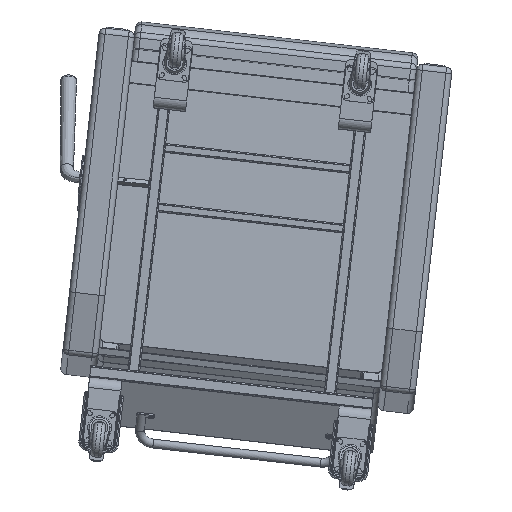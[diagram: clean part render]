
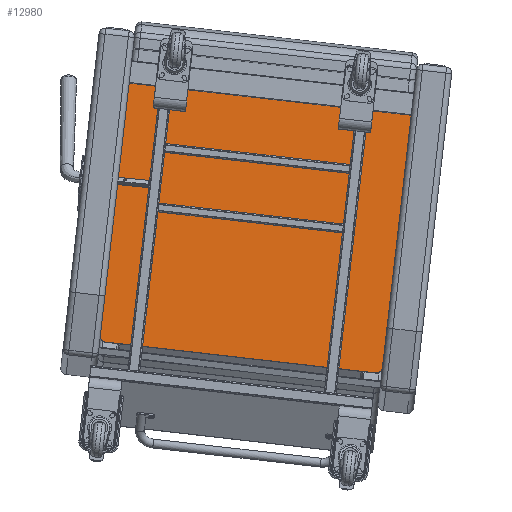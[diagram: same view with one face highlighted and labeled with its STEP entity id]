
A CAD part, front view. The second image highlights one B-rep face of the part: STEP entity #12980.
In plain terms, the highlighted face is planar.
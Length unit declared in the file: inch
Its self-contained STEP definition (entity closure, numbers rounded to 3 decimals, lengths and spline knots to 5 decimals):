
#555=PLANE('',#14171);
#1315=LINE('',#20441,#2241);
#1332=LINE('',#20552,#2258);
#1333=LINE('',#20554,#2259);
#1334=LINE('',#20555,#2260);
#2241=VECTOR('',#16126,0.3937);
#2258=VECTOR('',#16221,0.3937);
#2259=VECTOR('',#16222,0.3937);
#2260=VECTOR('',#16223,0.3937);
#3537=FACE_OUTER_BOUND('',#4371,.T.);
#4371=EDGE_LOOP('',(#9495,#9496,#9497,#9498,#9499,#9500));
#5291=CIRCLE('',#14107,0.5);
#5316=CIRCLE('',#14152,0.5);
#5987=VERTEX_POINT('',#20389);
#5988=VERTEX_POINT('',#20391);
#6004=VERTEX_POINT('',#20439);
#6017=VERTEX_POINT('',#20521);
#6024=VERTEX_POINT('',#20551);
#6025=VERTEX_POINT('',#20553);
#7295=EDGE_CURVE('',#5987,#5988,#5291,.T.);
#7320=EDGE_CURVE('',#5987,#6004,#1315,.T.);
#7344=EDGE_CURVE('',#6017,#6004,#5316,.T.);
#7358=EDGE_CURVE('',#6024,#6017,#1332,.T.);
#7359=EDGE_CURVE('',#6025,#6024,#1333,.T.);
#7360=EDGE_CURVE('',#6025,#5988,#1334,.T.);
#9495=ORIENTED_EDGE('',*,*,#7295,.F.);
#9496=ORIENTED_EDGE('',*,*,#7320,.T.);
#9497=ORIENTED_EDGE('',*,*,#7344,.F.);
#9498=ORIENTED_EDGE('',*,*,#7358,.F.);
#9499=ORIENTED_EDGE('',*,*,#7359,.F.);
#9500=ORIENTED_EDGE('',*,*,#7360,.T.);
#12980=ADVANCED_FACE('',(#3537),#555,.T.);
#14107=AXIS2_PLACEMENT_3D('',#20392,#16067,#16068);
#14152=AXIS2_PLACEMENT_3D('',#20523,#16179,#16180);
#14171=AXIS2_PLACEMENT_3D('',#20550,#16219,#16220);
#16067=DIRECTION('center_axis',(0.,1.,0.));
#16068=DIRECTION('ref_axis',(-0.707,0.,-0.707));
#16126=DIRECTION('',(1.,0.,0.));
#16179=DIRECTION('center_axis',(0.,1.,0.));
#16180=DIRECTION('ref_axis',(0.707,0.,-0.707));
#16219=DIRECTION('center_axis',(0.,-1.,0.));
#16220=DIRECTION('ref_axis',(0.,0.,-1.));
#16221=DIRECTION('',(0.,0.,-1.));
#16222=DIRECTION('',(1.,0.,0.));
#16223=DIRECTION('',(0.,0.,-1.));
#20389=CARTESIAN_POINT('',(0.5,0.,0.));
#20391=CARTESIAN_POINT('',(0.,0.,0.5));
#20392=CARTESIAN_POINT('Origin',(0.5,0.,0.5));
#20439=CARTESIAN_POINT('',(23.5,0.,0.));
#20441=CARTESIAN_POINT('',(0.,0.,0.));
#20521=CARTESIAN_POINT('',(24.,0.,0.5));
#20523=CARTESIAN_POINT('Origin',(23.5,0.,0.5));
#20550=CARTESIAN_POINT('Origin',(0.,0.,22.));
#20551=CARTESIAN_POINT('',(24.,0.,22.));
#20552=CARTESIAN_POINT('',(24.,0.,22.));
#20553=CARTESIAN_POINT('',(0.,0.,22.));
#20554=CARTESIAN_POINT('',(0.,0.,22.));
#20555=CARTESIAN_POINT('',(0.,0.,22.));
